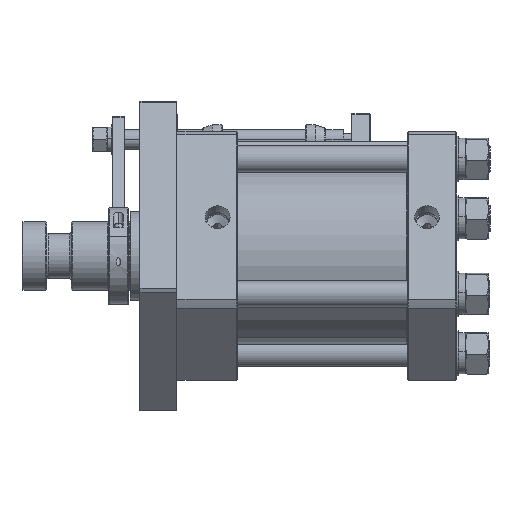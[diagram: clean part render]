
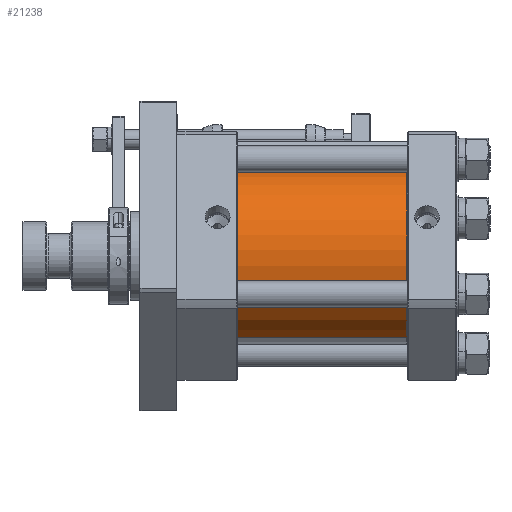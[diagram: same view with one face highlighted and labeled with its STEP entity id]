
A CAD part, left-side view. The second image highlights one B-rep face of the part: STEP entity #21238.
In plain terms, the highlighted cylindrical face has radius 90 mm (diameter 180 mm), a partial arc.
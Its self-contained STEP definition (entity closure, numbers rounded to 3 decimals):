
#6083 = AXIS2_PLACEMENT_3D ( 'NONE', #80898, #80953, #80870 ) ;
#8279 = CARTESIAN_POINT ( 'NONE',  ( -419.626, -73.084, 90. ) ) ;
#12295 = CARTESIAN_POINT ( 'NONE',  ( -419.626, -73.084, -90. ) ) ;
#12619 = CARTESIAN_POINT ( 'NONE',  ( -247.626, -73.084, 90. ) ) ;
#12638 = CARTESIAN_POINT ( 'NONE',  ( -247.626, -73.084, -90. ) ) ;
#21238 = ADVANCED_FACE ( 'NONE', ( #56846 ), #56847, .T. ) ;
#40469 = LINE ( 'NONE', #44777, #41534 ) ;
#40473 = LINE ( 'NONE', #44781, #41542 ) ;
#41534 = VECTOR ( 'NONE', #44778, 1000. ) ;
#41542 = VECTOR ( 'NONE', #44782, 1000. ) ;
#44777 = CARTESIAN_POINT ( 'NONE',  ( -430.632, -73.084, -90. ) ) ;
#44778 = DIRECTION ( 'NONE',  ( -1., 0., 0. ) ) ;
#44781 = CARTESIAN_POINT ( 'NONE',  ( -430.632, -73.084, 90. ) ) ;
#44782 = DIRECTION ( 'NONE',  ( -1., 0., 0. ) ) ;
#49607 = CARTESIAN_POINT ( 'NONE',  ( -247.626, -73.084, 0. ) ) ;
#49608 = DIRECTION ( 'NONE',  ( -1., 0., 0. ) ) ;
#49609 = DIRECTION ( 'NONE',  ( 0., 0., 1. ) ) ;
#49610 = CARTESIAN_POINT ( 'NONE',  ( -419.626, -73.084, 0. ) ) ;
#49611 = DIRECTION ( 'NONE',  ( -1., 0., 0. ) ) ;
#49612 = DIRECTION ( 'NONE',  ( 0., 0., 1. ) ) ;
#50333 = EDGE_LOOP ( 'NONE', ( #82671, #82742, #82512, #69785 ) ) ;
#56846 = FACE_OUTER_BOUND ( 'NONE', #50333, .T. ) ;
#56847 = CYLINDRICAL_SURFACE ( 'NONE', #6083, 90. ) ;
#57870 = CIRCLE ( 'NONE', #57877, 90. ) ;
#57872 = CIRCLE ( 'NONE', #57879, 90. ) ;
#57877 = AXIS2_PLACEMENT_3D ( 'NONE', #49607, #49608, #49609 ) ;
#57879 = AXIS2_PLACEMENT_3D ( 'NONE', #49610, #49611, #49612 ) ;
#60785 = EDGE_CURVE ( 'NONE', #74960, #74438, #40469, .T. ) ;
#60787 = EDGE_CURVE ( 'NONE', #74929, #69317, #40473, .T. ) ;
#64614 = EDGE_CURVE ( 'NONE', #74960, #74929, #57870, .T. ) ;
#64617 = EDGE_CURVE ( 'NONE', #74438, #69317, #57872, .T. ) ;
#69317 = VERTEX_POINT ( 'NONE', #8279 ) ;
#69785 = ORIENTED_EDGE ( 'NONE', *, *, #64617, .F. ) ;
#74438 = VERTEX_POINT ( 'NONE', #12295 ) ;
#74929 = VERTEX_POINT ( 'NONE', #12619 ) ;
#74960 = VERTEX_POINT ( 'NONE', #12638 ) ;
#80870 = DIRECTION ( 'NONE',  ( 0., 0., 1. ) ) ;
#80898 = CARTESIAN_POINT ( 'NONE',  ( -430.632, -73.084, 0. ) ) ;
#80953 = DIRECTION ( 'NONE',  ( -1., 0., 0. ) ) ;
#82512 = ORIENTED_EDGE ( 'NONE', *, *, #60787, .T. ) ;
#82671 = ORIENTED_EDGE ( 'NONE', *, *, #60785, .F. ) ;
#82742 = ORIENTED_EDGE ( 'NONE', *, *, #64614, .T. ) ;
